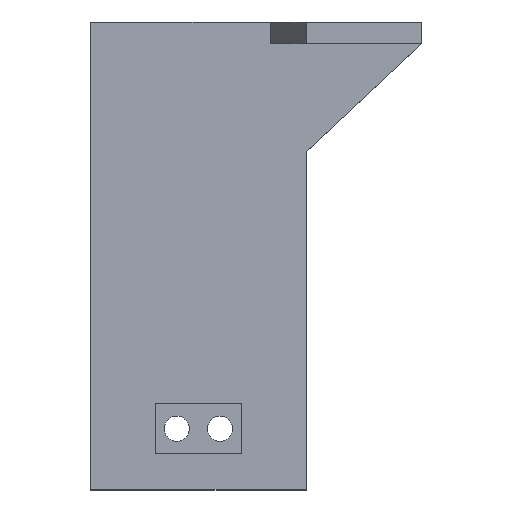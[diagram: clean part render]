
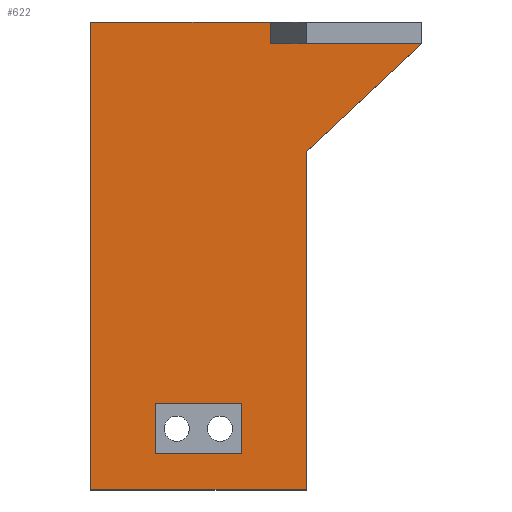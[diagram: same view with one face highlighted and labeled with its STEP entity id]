
A CAD part, top view. The second image highlights one B-rep face of the part: STEP entity #622.
In plain terms, the highlighted planar face has unit normal (0, 0, 1).
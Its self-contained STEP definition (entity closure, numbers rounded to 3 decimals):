
#25=FACE_BOUND('',#104,.T.);
#64=FACE_OUTER_BOUND('',#103,.T.);
#103=EDGE_LOOP('',(#522,#523,#524,#525,#526,#527,#528));
#104=EDGE_LOOP('',(#529,#530,#531,#532));
#111=LINE('',#845,#186);
#115=LINE('',#853,#190);
#118=LINE('',#859,#193);
#131=LINE('',#894,#206);
#134=LINE('',#901,#209);
#138=LINE('',#909,#213);
#141=LINE('',#915,#216);
#144=LINE('',#920,#219);
#178=LINE('',#998,#253);
#179=LINE('',#1000,#254);
#180=LINE('',#1001,#255);
#186=VECTOR('',#686,10.);
#190=VECTOR('',#692,10.);
#193=VECTOR('',#697,10.);
#206=VECTOR('',#730,10.);
#209=VECTOR('',#737,10.);
#213=VECTOR('',#743,10.);
#216=VECTOR('',#748,10.);
#219=VECTOR('',#753,10.);
#253=VECTOR('',#825,10.);
#254=VECTOR('',#826,10.);
#255=VECTOR('',#827,10.);
#261=VERTEX_POINT('',#843);
#262=VERTEX_POINT('',#844);
#265=VERTEX_POINT('',#852);
#267=VERTEX_POINT('',#858);
#279=VERTEX_POINT('',#892);
#280=VERTEX_POINT('',#899);
#281=VERTEX_POINT('',#900);
#284=VERTEX_POINT('',#908);
#286=VERTEX_POINT('',#914);
#312=VERTEX_POINT('',#997);
#313=VERTEX_POINT('',#999);
#316=EDGE_CURVE('',#261,#262,#111,.T.);
#320=EDGE_CURVE('',#265,#262,#115,.T.);
#323=EDGE_CURVE('',#267,#261,#118,.T.);
#340=EDGE_CURVE('',#267,#279,#131,.T.);
#343=EDGE_CURVE('',#280,#281,#134,.T.);
#347=EDGE_CURVE('',#281,#284,#138,.T.);
#350=EDGE_CURVE('',#284,#286,#141,.T.);
#353=EDGE_CURVE('',#286,#280,#144,.T.);
#391=EDGE_CURVE('',#279,#312,#178,.T.);
#392=EDGE_CURVE('',#312,#313,#179,.T.);
#393=EDGE_CURVE('',#313,#265,#180,.T.);
#522=ORIENTED_EDGE('',*,*,#340,.T.);
#523=ORIENTED_EDGE('',*,*,#391,.T.);
#524=ORIENTED_EDGE('',*,*,#392,.T.);
#525=ORIENTED_EDGE('',*,*,#393,.T.);
#526=ORIENTED_EDGE('',*,*,#320,.T.);
#527=ORIENTED_EDGE('',*,*,#316,.F.);
#528=ORIENTED_EDGE('',*,*,#323,.F.);
#529=ORIENTED_EDGE('',*,*,#343,.T.);
#530=ORIENTED_EDGE('',*,*,#347,.T.);
#531=ORIENTED_EDGE('',*,*,#350,.T.);
#532=ORIENTED_EDGE('',*,*,#353,.T.);
#589=PLANE('',#677);
#622=ADVANCED_FACE('',(#64,#25),#589,.T.);
#677=AXIS2_PLACEMENT_3D('',#996,#823,#824);
#686=DIRECTION('',(-0.73,-0.684,0.));
#692=DIRECTION('',(0.,1.,0.));
#697=DIRECTION('',(1.,0.,0.));
#730=DIRECTION('',(0.,1.,0.));
#737=DIRECTION('',(1.,0.,0.));
#743=DIRECTION('',(0.,-1.,0.));
#748=DIRECTION('',(-1.,0.,0.));
#753=DIRECTION('',(0.,1.,0.));
#823=DIRECTION('center_axis',(0.,0.,1.));
#824=DIRECTION('ref_axis',(0.,1.,0.));
#825=DIRECTION('',(-1.,0.,0.));
#826=DIRECTION('',(0.,-1.,0.));
#827=DIRECTION('',(1.,0.,0.));
#843=CARTESIAN_POINT('',(16.,62.,4.));
#844=CARTESIAN_POINT('',(0.,47.,4.));
#845=CARTESIAN_POINT('',(16.,62.,4.));
#852=CARTESIAN_POINT('',(0.,0.,4.));
#853=CARTESIAN_POINT('',(0.,32.5,4.));
#858=CARTESIAN_POINT('',(-5.,62.,4.));
#859=CARTESIAN_POINT('',(6.75,62.,4.));
#892=CARTESIAN_POINT('',(-5.,65.,4.));
#894=CARTESIAN_POINT('',(-5.,48.75,4.));
#899=CARTESIAN_POINT('',(-21.,12.,4.));
#900=CARTESIAN_POINT('',(-9.,12.,4.));
#901=CARTESIAN_POINT('',(-12.,12.,4.));
#908=CARTESIAN_POINT('',(-9.,5.,4.));
#909=CARTESIAN_POINT('',(-9.,18.75,4.));
#914=CARTESIAN_POINT('',(-21.,5.,4.));
#915=CARTESIAN_POINT('',(-18.,5.,4.));
#920=CARTESIAN_POINT('',(-21.,22.25,4.));
#996=CARTESIAN_POINT('Origin',(-15.,32.5,4.));
#997=CARTESIAN_POINT('',(-30.,65.,4.));
#998=CARTESIAN_POINT('',(-15.,65.,4.));
#999=CARTESIAN_POINT('',(-30.,0.,4.));
#1000=CARTESIAN_POINT('',(-30.,32.5,4.));
#1001=CARTESIAN_POINT('',(-15.,0.,4.));
